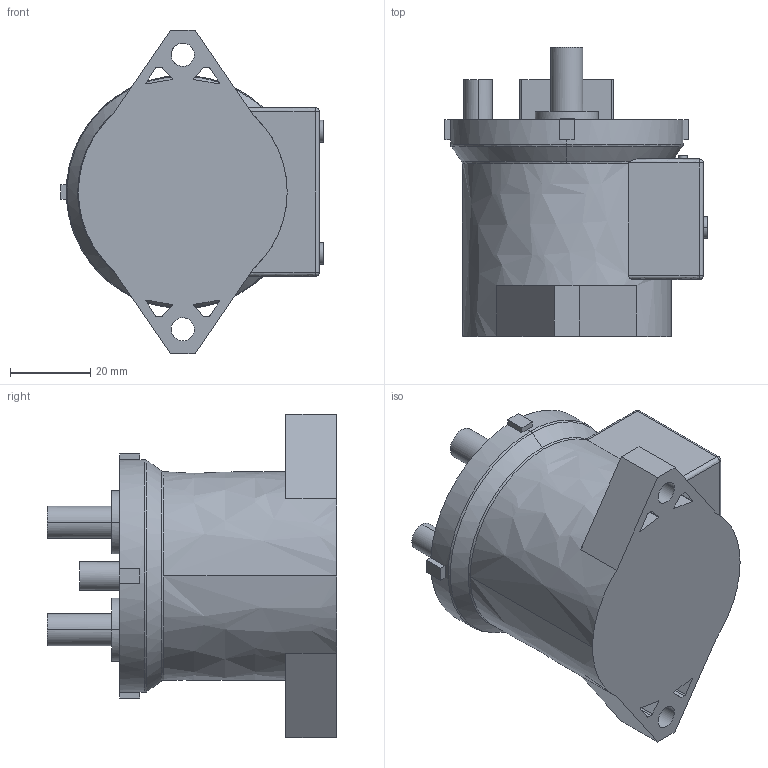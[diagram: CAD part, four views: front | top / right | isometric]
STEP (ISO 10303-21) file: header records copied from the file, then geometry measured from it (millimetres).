
FILE_DESCRIPTION (( 'STEP AP214' ), '1' );
FILE_NAME ('AIR.STEP', '2023-09-18T18:14:49', ( '' ), ( '' ), 'SwSTEP 2.0', 'SolidWorks 2021', '' );
FILE_SCHEMA (( 'AUTOMOTIVE_DESIGN' ));
Length unit declared in the file: millimetre
Products named in the file (1): AIR
Bounding box: 65.4 x 72.06 x 80.65 mm (x, y, z)
Volume: 141526.7 mm3; surface area: 20311.5 mm2
Topology: 1 solids, 1 shells, 265 faces, 690 edges, 450 vertices
Faces by surface type: bspline 265
Entity records: 9879 total; most frequent: CARTESIAN_POINT 5703, ORIENTED_EDGE 1372, EDGE_CURVE 686, B_SPLINE_CURVE_WITH_KNOTS 590, VERTEX_POINT 450, EDGE_LOOP 304, FACE_OUTER_BOUND 265, ADVANCED_FACE 265
